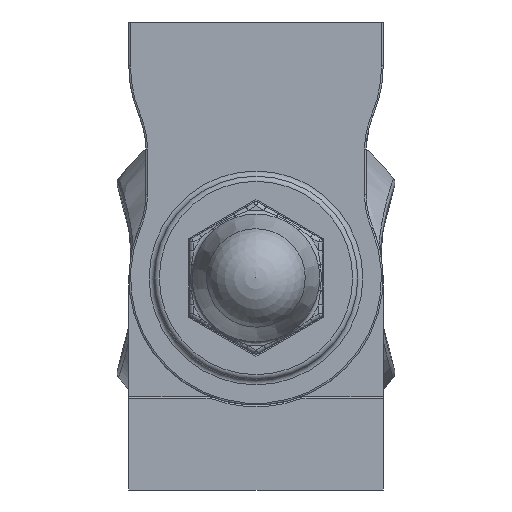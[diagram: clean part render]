
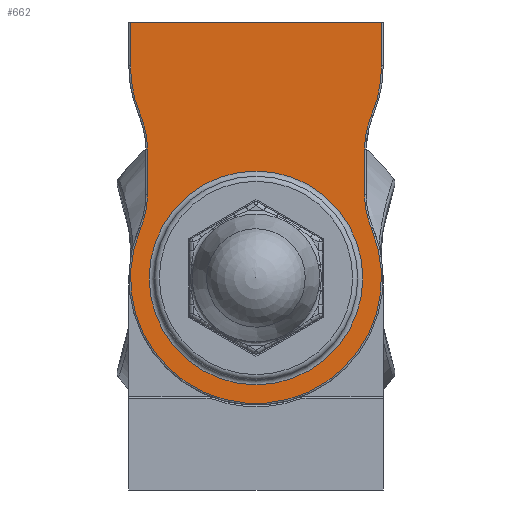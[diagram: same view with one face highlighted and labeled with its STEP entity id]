
A CAD part, left-side view. The second image highlights one B-rep face of the part: STEP entity #662.
In plain terms, the highlighted planar face has unit normal (-1, 0, 0).
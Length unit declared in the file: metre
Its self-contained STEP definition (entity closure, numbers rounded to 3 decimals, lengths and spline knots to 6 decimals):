
#662 = ADVANCED_FACE( '', ( #1405, #1406 ), #1407, .F. );
#1405 = FACE_BOUND( '', #4315, .T. );
#1406 = FACE_OUTER_BOUND( '', #4316, .T. );
#1407 = PLANE( '', #4317 );
#4315 = EDGE_LOOP( '', ( #6757 ) );
#4316 = EDGE_LOOP( '', ( #6758, #6759, #6760, #6761, #6762, #6763, #6764, #6765, #6766, #6767, #6768, #6769 ) );
#4317 = AXIS2_PLACEMENT_3D( '', #6770, #6771, #6772 );
#6757 = ORIENTED_EDGE( '', *, *, #7643, .T. );
#6758 = ORIENTED_EDGE( '', *, *, #7945, .F. );
#6759 = ORIENTED_EDGE( '', *, *, #7685, .T. );
#6760 = ORIENTED_EDGE( '', *, *, #7918, .T. );
#6761 = ORIENTED_EDGE( '', *, *, #7764, .T. );
#6762 = ORIENTED_EDGE( '', *, *, #7965, .T. );
#6763 = ORIENTED_EDGE( '', *, *, #7967, .T. );
#6764 = ORIENTED_EDGE( '', *, *, #7603, .T. );
#6765 = ORIENTED_EDGE( '', *, *, #7731, .T. );
#6766 = ORIENTED_EDGE( '', *, *, #7807, .T. );
#6767 = ORIENTED_EDGE( '', *, *, #7736, .T. );
#6768 = ORIENTED_EDGE( '', *, *, #7908, .T. );
#6769 = ORIENTED_EDGE( '', *, *, #7968, .T. );
#6770 = CARTESIAN_POINT( '', ( -0.0075, 0., 0.003795 ) );
#6771 = DIRECTION( '', ( 1., 0., 0. ) );
#6772 = DIRECTION( '', ( 0., 1., 0. ) );
#7603 = EDGE_CURVE( '', #8592, #8596, #8598, .F. );
#7643 = EDGE_CURVE( '', #8655, #8655, #8656, .T. );
#7685 = EDGE_CURVE( '', #8710, #8713, #8715, .F. );
#7731 = EDGE_CURVE( '', #8596, #8778, #8780, .T. );
#7736 = EDGE_CURVE( '', #8782, #8786, #8788, .T. );
#7764 = EDGE_CURVE( '', #8820, #8824, #8826, .T. );
#7807 = EDGE_CURVE( '', #8778, #8782, #8886, .T. );
#7908 = EDGE_CURVE( '', #8786, #9007, #9009, .F. );
#7918 = EDGE_CURVE( '', #8713, #8820, #9020, .F. );
#7945 = EDGE_CURVE( '', #8710, #9048, #9049, .T. );
#7965 = EDGE_CURVE( '', #8824, #9072, #9074, .F. );
#7967 = EDGE_CURVE( '', #9072, #8592, #9076, .T. );
#7968 = EDGE_CURVE( '', #9007, #9048, #9077, .T. );
#8592 = VERTEX_POINT( '', #10883 );
#8596 = VERTEX_POINT( '', #10887 );
#8598 = CIRCLE( '', #10889, 0.0074 );
#8655 = VERTEX_POINT( '', #10983 );
#8656 = CIRCLE( '', #10984, 0.0063 );
#8710 = VERTEX_POINT( '', #11059 );
#8713 = VERTEX_POINT( '', #11063 );
#8715 = LINE( '', #11065, #11066 );
#8778 = VERTEX_POINT( '', #11152 );
#8780 = CIRCLE( '', #11154, 0.0051 );
#8782 = VERTEX_POINT( '', #11156 );
#8786 = VERTEX_POINT( '', #11160 );
#8788 = CIRCLE( '', #11162, 0.0051 );
#8820 = VERTEX_POINT( '', #11218 );
#8824 = VERTEX_POINT( '', #11222 );
#8826 = CIRCLE( '', #11224, 0.0051 );
#8886 = LINE( '', #11301, #11302 );
#9007 = VERTEX_POINT( '', #11545 );
#9009 = CIRCLE( '', #11547, 0.0074 );
#9020 = CIRCLE( '', #11561, 0.0074 );
#9048 = VERTEX_POINT( '', #11703 );
#9049 = LINE( '', #11704, #11705 );
#9072 = VERTEX_POINT( '', #11737 );
#9074 = LINE( '', #11739, #11740 );
#9076 = CIRCLE( '', #11742, 0.0051 );
#9077 = LINE( '', #11743, #11744 );
#10883 = CARTESIAN_POINT( '', ( -0.0075, 0.006808, 0.0029 ) );
#10887 = CARTESIAN_POINT( '', ( -0.0075, -0.006808, 0.0029 ) );
#10889 = AXIS2_PLACEMENT_3D( '', #12463, #12464, #12465 );
#10983 = CARTESIAN_POINT( '', ( -0.0075, 0., -0.0063 ) );
#10984 = AXIS2_PLACEMENT_3D( '', #12519, #12520, #12521 );
#11059 = CARTESIAN_POINT( '', ( -0.0075, 0.0074, 0.015089 ) );
#11063 = CARTESIAN_POINT( '', ( -0.0075, 0.0074, 0.0125 ) );
#11065 = CARTESIAN_POINT( '', ( -0.0075, 0.0074, 0.003795 ) );
#11066 = VECTOR( '', #12583, 1. );
#11152 = CARTESIAN_POINT( '', ( -0.0075, -0.0064, 0.004899 ) );
#11154 = AXIS2_PLACEMENT_3D( '', #12634, #12635, #12636 );
#11156 = CARTESIAN_POINT( '', ( -0.0075, -0.0064, 0.007601 ) );
#11160 = CARTESIAN_POINT( '', ( -0.0075, -0.006808, 0.0096 ) );
#11162 = AXIS2_PLACEMENT_3D( '', #12646, #12647, #12648 );
#11218 = CARTESIAN_POINT( '', ( -0.0075, 0.006808, 0.0096 ) );
#11222 = CARTESIAN_POINT( '', ( -0.0075, 0.0064, 0.007601 ) );
#11224 = AXIS2_PLACEMENT_3D( '', #12684, #12685, #12686 );
#11301 = CARTESIAN_POINT( '', ( -0.0075, -0.0064, 0.003795 ) );
#11302 = VECTOR( '', #12743, 1. );
#11545 = CARTESIAN_POINT( '', ( -0.0075, -0.0074, 0.0125 ) );
#11547 = AXIS2_PLACEMENT_3D( '', #12860, #12861, #12862 );
#11561 = AXIS2_PLACEMENT_3D( '', #12872, #12873, #12874 );
#11703 = CARTESIAN_POINT( '', ( -0.0075, -0.0074, 0.015089 ) );
#11704 = CARTESIAN_POINT( '', ( -0.0075, 0., 0.015089 ) );
#11705 = VECTOR( '', #12890, 1. );
#11737 = CARTESIAN_POINT( '', ( -0.0075, 0.0064, 0.004899 ) );
#11739 = CARTESIAN_POINT( '', ( -0.0075, 0.0064, 0.004899 ) );
#11740 = VECTOR( '', #12912, 1. );
#11742 = AXIS2_PLACEMENT_3D( '', #12913, #12914, #12915 );
#11743 = CARTESIAN_POINT( '', ( -0.0075, -0.0074, 0.015089 ) );
#11744 = VECTOR( '', #12916, 1. );
#12463 = CARTESIAN_POINT( '', ( -0.0075, 0., 0. ) );
#12464 = DIRECTION( '', ( 1., 0., 0. ) );
#12465 = DIRECTION( '', ( 0., 0., -1. ) );
#12519 = CARTESIAN_POINT( '', ( -0.0075, 0., 0. ) );
#12520 = DIRECTION( '', ( 1., 0., 0. ) );
#12521 = DIRECTION( '', ( 0., 0., -1. ) );
#12583 = DIRECTION( '', ( 0., 0., 1. ) );
#12634 = CARTESIAN_POINT( '', ( -0.0075, -0.0115, 0.004899 ) );
#12635 = DIRECTION( '', ( 1., 0., 0. ) );
#12636 = DIRECTION( '', ( 0., 0., -1. ) );
#12646 = CARTESIAN_POINT( '', ( -0.0075, -0.0115, 0.007601 ) );
#12647 = DIRECTION( '', ( 1., 0., 0. ) );
#12648 = DIRECTION( '', ( 0., 0., -1. ) );
#12684 = CARTESIAN_POINT( '', ( -0.0075, 0.0115, 0.007601 ) );
#12685 = DIRECTION( '', ( 1., 0., 0. ) );
#12686 = DIRECTION( '', ( 0., 0., -1. ) );
#12743 = DIRECTION( '', ( 0., 0., 1. ) );
#12860 = CARTESIAN_POINT( '', ( -0.0075, 0., 0.0125 ) );
#12861 = DIRECTION( '', ( 1., 0., 0. ) );
#12862 = DIRECTION( '', ( 0., 0., -1. ) );
#12872 = CARTESIAN_POINT( '', ( -0.0075, 0., 0.0125 ) );
#12873 = DIRECTION( '', ( 1., 0., 0. ) );
#12874 = DIRECTION( '', ( 0., 0., -1. ) );
#12890 = DIRECTION( '', ( 0., -1., 0. ) );
#12912 = DIRECTION( '', ( 0., 0., 1. ) );
#12913 = CARTESIAN_POINT( '', ( -0.0075, 0.0115, 0.004899 ) );
#12914 = DIRECTION( '', ( 1., 0., 0. ) );
#12915 = DIRECTION( '', ( 0., 0., -1. ) );
#12916 = DIRECTION( '', ( 0., 0., 1. ) );
